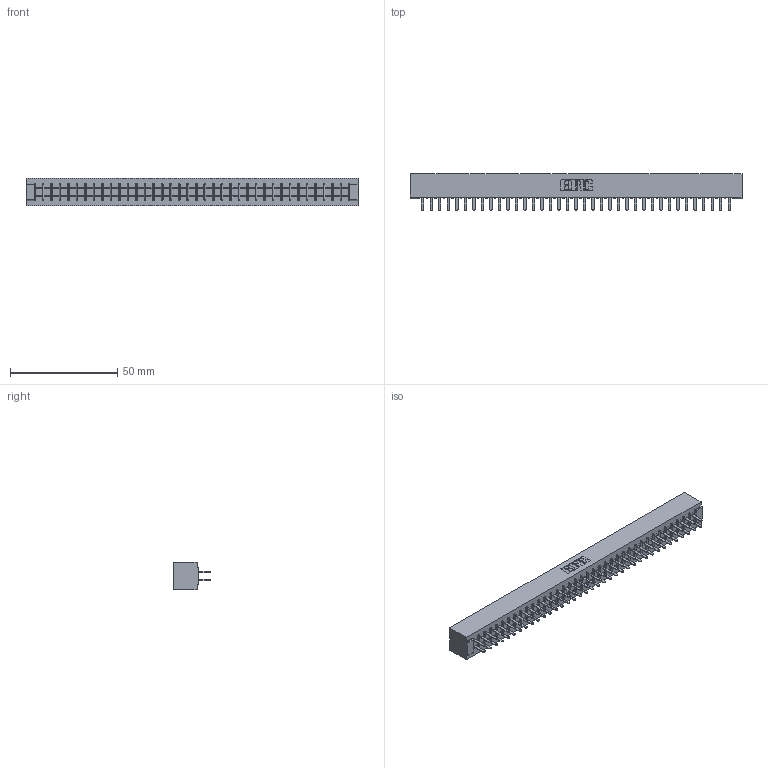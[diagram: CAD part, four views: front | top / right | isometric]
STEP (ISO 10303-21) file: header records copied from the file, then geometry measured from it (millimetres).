
FILE_DESCRIPTION (( 'STEP AP203' ), '1' );
FILE_NAME ('355-074-520-501.STEP', '2019-09-13T12:36:39', ( '' ), ( '' ), 'SwSTEP 2.0', 'SolidWorks 2016', '' );
FILE_SCHEMA (( 'CONFIG_CONTROL_DESIGN' ));
Length unit declared in the file: inch
Products named in the file (3): 355-074-520-501; 305-290-001_520; 305 Part_No Mounting
Assembly tree (75 placements, depth 2):
  355-074-520-501
    305 Part_No Mounting
    305-290-001_520  x74
Bounding box: 154.48 x 17.09 x 12.7 mm (x, y, z)
Volume: 16053.2 mm3; surface area: 21591.2 mm2
Topology: 75 solids, 75 shells, 3512 faces, 10023 edges, 6482 vertices
Faces by surface type: plane 2062, cylinder 1302, sphere 148
Entity records: 40272 total; most frequent: CARTESIAN_POINT 6661, ORIENTED_EDGE 6610, DIRECTION 6445, EDGE_CURVE 3305, LINE 2673, VECTOR 2673, VERTEX_POINT 2102, AXIS2_PLACEMENT_3D 1886
